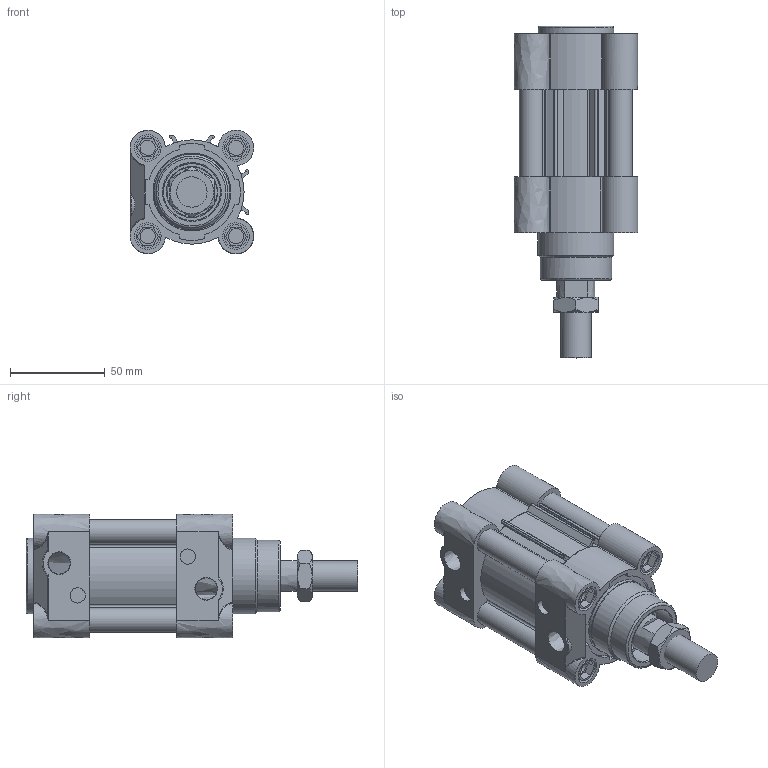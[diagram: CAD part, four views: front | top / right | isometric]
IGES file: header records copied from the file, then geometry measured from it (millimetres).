
Global section: file name: FMS050.0000; native system: Autodesk Inventor 2015; preprocessor: unknown; author: Beata Cwik; date: 20151201.121551; units: millimetre
Bounding box: 65.11 x 175 x 65.22 mm (x, y, z)
Volume: 326373.9 mm3; surface area: 114227.5 mm2
Topology: 13 solids, 13 shells, 437 faces, 1078 edges, 713 vertices
Faces by surface type: bspline 437
